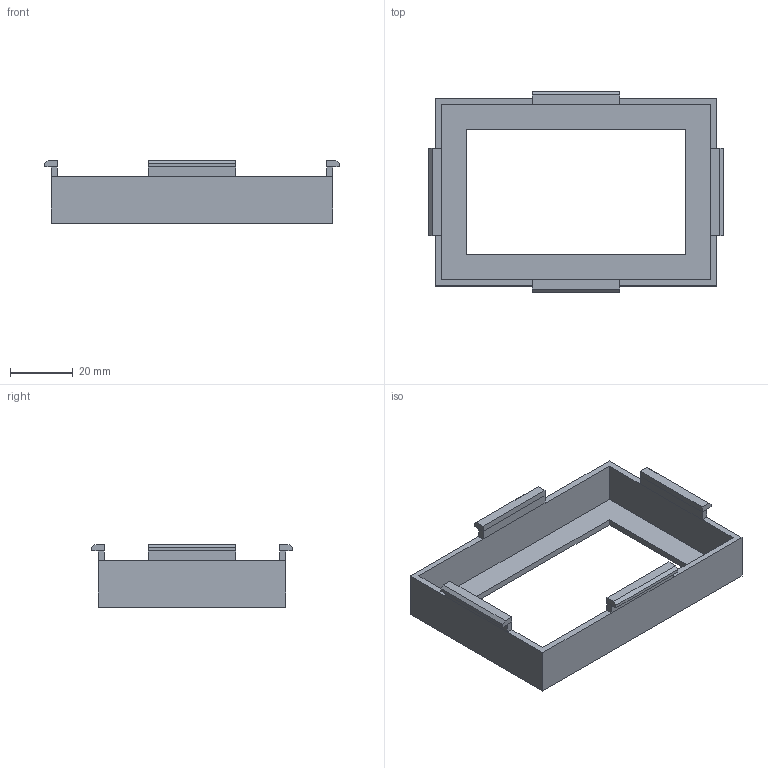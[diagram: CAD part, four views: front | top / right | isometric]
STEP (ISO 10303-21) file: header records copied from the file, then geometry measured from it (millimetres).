
FILE_DESCRIPTION(('FreeCAD Model'),'2;1');
FILE_NAME('Testrückdeckel.step', '2020-04-28T12:47:12',('Author'),(''), 'Open CASCADE STEP processor 7.3','FreeCAD','Unknown');
FILE_SCHEMA(('AUTOMOTIVE_DESIGN { 1 0 10303 214 1 1 1 1 }'));
Length unit declared in the file: millimetre
Products named in the file (1): Body
Bounding box: 94 x 64 x 20 mm (x, y, z)
Volume: 14304 mm3; surface area: 15442.4 mm2
Topology: 1 solids, 1 shells, 62 faces, 148 edges, 88 vertices
Faces by surface type: plane 62
Entity records: 3665 total; most frequent: CARTESIAN_POINT 595, DIRECTION 570, LINE 444, VECTOR 444, ORIENTED_EDGE 296, PCURVE 296, DEFINITIONAL_REPRESENTATION 296, EDGE_CURVE 148
